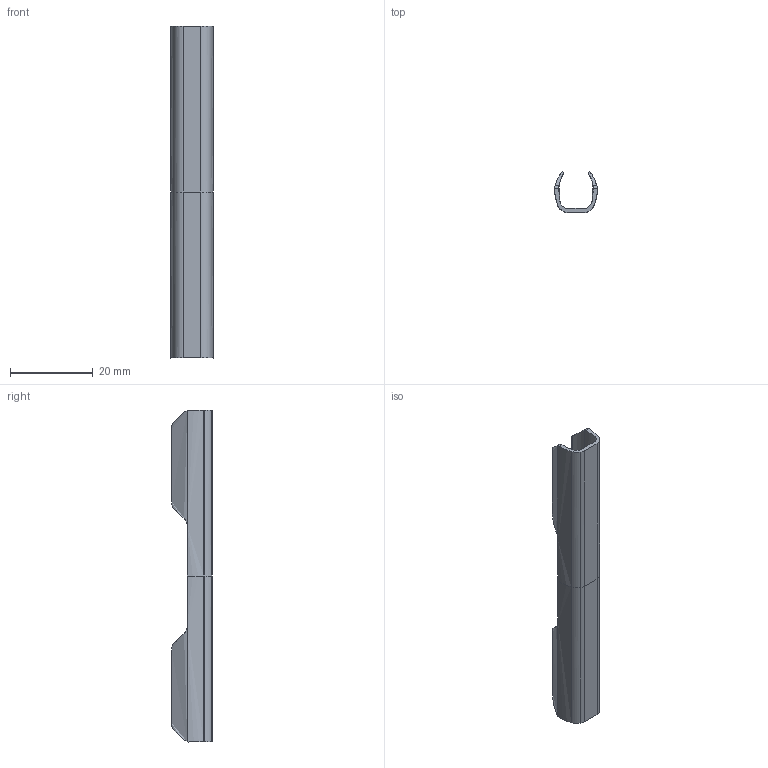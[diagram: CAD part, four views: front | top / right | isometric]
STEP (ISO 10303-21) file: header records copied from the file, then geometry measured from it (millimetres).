
FILE_DESCRIPTION(/* description */ (''),/* implementation_level */ '2;1');
FILE_NAME(/* name */ 'IURCIF~K',/* time_stamp */ '2014-10-30T17:44:03+01:00',/* author */ (''),/* organization */ (''),/* preprocessor_version */ 'ST-DEVELOPER v15',/* originating_system */ '',/* authorisation */ '');
FILE_SCHEMA (('CONFIG_CONTROL_DESIGN'));
Length unit declared in the file: millimetre
Products named in the file (1): Document
Bounding box: 10.23 x 9.86 x 80 mm (x, y, z)
Volume: 1582.1 mm3; surface area: 3738.6 mm2
Topology: 1 solids, 1 shells, 54 faces, 140 edges, 88 vertices
Faces by surface type: bspline 48, plane 6
Entity records: 2860 total; most frequent: CARTESIAN_POINT 2012, ORIENTED_EDGE 280, EDGE_CURVE 140, VERTEX_POINT 88, B_SPLINE_CURVE_WITH_KNOTS 68, ADVANCED_FACE 54, FACE_OUTER_BOUND 54, EDGE_LOOP 54
